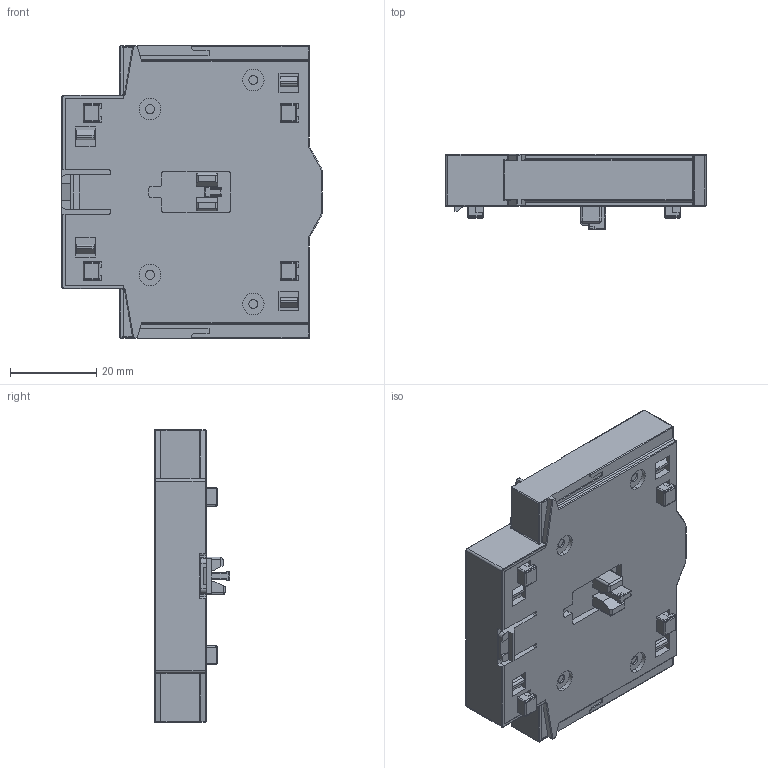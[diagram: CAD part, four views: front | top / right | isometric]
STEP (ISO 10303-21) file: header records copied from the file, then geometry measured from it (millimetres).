
FILE_DESCRIPTION (( 'STEP AP214' ), '1' );
FILE_NAME ('ARMAT Ïîëþñ íåéòðàëüíûé äëÿ SDM 40À IEK.STEP', '2025-02-18T12:30:32', ( '' ), ( '' ), 'SwSTEP 2.0', 'SolidWorks 2022', '' );
FILE_SCHEMA (( 'AUTOMOTIVE_DESIGN' ));
Length unit declared in the file: millimetre
Products named in the file (1): ARMAT Полюс нейтральный для SDM 40А IEK
Bounding box: 60.5 x 17.45 x 68 mm (x, y, z)
Volume: 42369.7 mm3; surface area: 11891.8 mm2
Topology: 1 solids, 1 shells, 782 faces, 1941 edges, 1166 vertices
Faces by surface type: plane 431, cylinder 241, sphere 48, cone 26, torus 22, bspline 14
Entity records: 31127 total; most frequent: CARTESIAN_POINT 4650, DIRECTION 3809, ORIENTED_EDGE 3802, EDGE_CURVE 1901, VECTOR 1351, LINE 1351, AXIS2_PLACEMENT_3D 1229, VERTEX_POINT 1166
